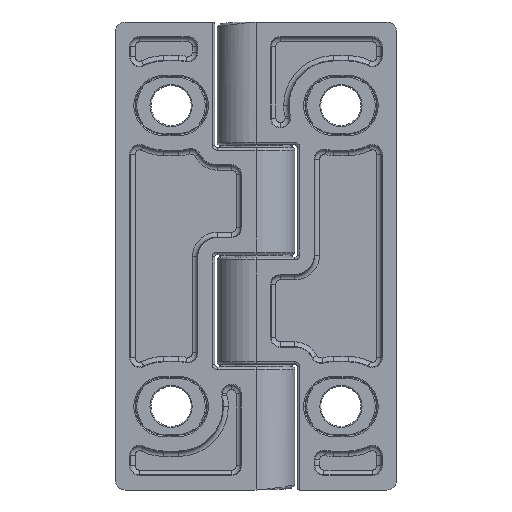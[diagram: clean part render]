
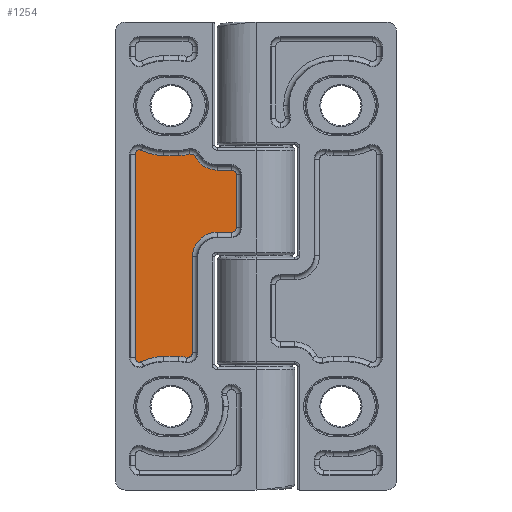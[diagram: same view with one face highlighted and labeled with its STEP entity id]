
A CAD part, front view. The second image highlights one B-rep face of the part: STEP entity #1254.
In plain terms, the highlighted planar face has unit normal (0, -1, 0).
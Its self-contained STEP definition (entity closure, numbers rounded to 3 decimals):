
#1254=ADVANCED_FACE('NONE',(#3113),#3114,.T.);
#3113=FACE_OUTER_BOUND('',#5955,.T.);
#3114=PLANE('',#5956);
#5955=EDGE_LOOP('',(#11389,#11390,#11391,#11392,#11393,#11394,#11395,#11396,#11397,#11398,#11399,#11400,#11401,#11402,#11403,#11404,#11405,#11406,#11407));
#5956=AXIS2_PLACEMENT_3D('',#11408,#11409,#11410);
#11389=ORIENTED_EDGE('',*,*,#17237,.T.);
#11390=ORIENTED_EDGE('',*,*,#17238,.T.);
#11391=ORIENTED_EDGE('',*,*,#17239,.T.);
#11392=ORIENTED_EDGE('',*,*,#17240,.T.);
#11393=ORIENTED_EDGE('',*,*,#17241,.T.);
#11394=ORIENTED_EDGE('',*,*,#17242,.T.);
#11395=ORIENTED_EDGE('',*,*,#17243,.T.);
#11396=ORIENTED_EDGE('',*,*,#17244,.T.);
#11397=ORIENTED_EDGE('',*,*,#17245,.T.);
#11398=ORIENTED_EDGE('',*,*,#17246,.T.);
#11399=ORIENTED_EDGE('',*,*,#17247,.T.);
#11400=ORIENTED_EDGE('',*,*,#17248,.T.);
#11401=ORIENTED_EDGE('',*,*,#17249,.T.);
#11402=ORIENTED_EDGE('',*,*,#17250,.T.);
#11403=ORIENTED_EDGE('',*,*,#17251,.T.);
#11404=ORIENTED_EDGE('',*,*,#17252,.T.);
#11405=ORIENTED_EDGE('',*,*,#17253,.T.);
#11406=ORIENTED_EDGE('',*,*,#17254,.T.);
#11407=ORIENTED_EDGE('',*,*,#17255,.T.);
#11408=CARTESIAN_POINT('',(-27.589,-5.,-47.8));
#11409=DIRECTION('',(0.,-1.0,0.0));
#11410=DIRECTION('',(0.0,0.0,1.0));
#17237=EDGE_CURVE('NONE',#20215,#20216,#20217,.T.);
#17238=EDGE_CURVE('NONE',#20216,#20218,#20219,.T.);
#17239=EDGE_CURVE('NONE',#20218,#20220,#20221,.T.);
#17240=EDGE_CURVE('NONE',#20220,#20222,#20223,.T.);
#17241=EDGE_CURVE('NONE',#20222,#20224,#20225,.T.);
#17242=EDGE_CURVE('NONE',#20224,#20226,#20227,.T.);
#17243=EDGE_CURVE('NONE',#20226,#20228,#20229,.T.);
#17244=EDGE_CURVE('NONE',#20228,#20230,#20231,.T.);
#17245=EDGE_CURVE('NONE',#20230,#20232,#20233,.T.);
#17246=EDGE_CURVE('NONE',#20232,#20234,#20235,.T.);
#17247=EDGE_CURVE('NONE',#20234,#20236,#20237,.T.);
#17248=EDGE_CURVE('NONE',#20236,#20238,#20239,.T.);
#17249=EDGE_CURVE('NONE',#20238,#20240,#20241,.T.);
#17250=EDGE_CURVE('NONE',#20240,#20242,#20243,.T.);
#17251=EDGE_CURVE('NONE',#20242,#20244,#20245,.T.);
#17252=EDGE_CURVE('NONE',#20244,#20246,#20247,.T.);
#17253=EDGE_CURVE('NONE',#20246,#20248,#20249,.T.);
#17254=EDGE_CURVE('NONE',#20248,#20250,#20251,.T.);
#17255=EDGE_CURVE('NONE',#20250,#20215,#20252,.T.);
#20215=VERTEX_POINT('NONE',#24542);
#20216=VERTEX_POINT('NONE',#24543);
#20217=LINE('',#24544,#24545);
#20218=VERTEX_POINT('NONE',#24546);
#20219=CIRCLE('',#24547,0.894);
#20220=VERTEX_POINT('NONE',#24548);
#20221=CIRCLE('',#24549,10.299);
#20222=VERTEX_POINT('NONE',#24550);
#20223=LINE('',#24551,#24552);
#20224=VERTEX_POINT('NONE',#24553);
#20225=CIRCLE('',#24554,10.299);
#20226=VERTEX_POINT('NONE',#24555);
#20227=CIRCLE('',#24556,0.894);
#20228=VERTEX_POINT('NONE',#24557);
#20229=LINE('',#24558,#24559);
#20230=VERTEX_POINT('NONE',#24560);
#20231=CIRCLE('',#24561,5.106);
#20232=VERTEX_POINT('NONE',#24562);
#20233=LINE('',#24563,#24564);
#20234=VERTEX_POINT('NONE',#24565);
#20235=CIRCLE('',#24566,0.894);
#20236=VERTEX_POINT('NONE',#24567);
#20237=LINE('',#24568,#24569);
#20238=VERTEX_POINT('NONE',#24570);
#20239=CIRCLE('',#24571,0.894);
#20240=VERTEX_POINT('NONE',#24572);
#20241=LINE('',#24573,#24574);
#20242=VERTEX_POINT('NONE',#24575);
#20243=CIRCLE('',#24576,5.106);
#20244=VERTEX_POINT('NONE',#24577);
#20245=CIRCLE('',#24578,0.894);
#20246=VERTEX_POINT('NONE',#24579);
#20247=CIRCLE('',#24580,10.299);
#20248=VERTEX_POINT('NONE',#24581);
#20249=LINE('',#24582,#24583);
#20250=VERTEX_POINT('NONE',#24584);
#20251=CIRCLE('',#24585,10.299);
#20252=CIRCLE('',#24586,0.894);
#24542=CARTESIAN_POINT('',(-24.894,-5.,20.986));
#24543=CARTESIAN_POINT('',(-24.894,-5.,-20.986));
#24544=CARTESIAN_POINT('',(-24.894,-5.,-47.8));
#24545=VECTOR('',#29876,1000.0);
#24546=CARTESIAN_POINT('',(-23.601,-5.0,-21.785));
#24547=AXIS2_PLACEMENT_3D('',#29877,#29878,#29879);
#24548=CARTESIAN_POINT('',(-19.0,-5.0,-20.701));
#24549=AXIS2_PLACEMENT_3D('',#29880,#29881,#29882);
#24550=CARTESIAN_POINT('',(-16.0,-5.0,-20.701));
#24551=CARTESIAN_POINT('',(-27.589,-5.,-20.701));
#24552=VECTOR('',#29883,1000.0);
#24553=CARTESIAN_POINT('',(-14.16,-5.0,-20.866));
#24554=AXIS2_PLACEMENT_3D('',#29884,#29885,#29886);
#24555=CARTESIAN_POINT('',(-13.106,-5.0,-19.987));
#24556=AXIS2_PLACEMENT_3D('',#29887,#29888,#29889);
#24557=CARTESIAN_POINT('',(-13.106,-5.0,-0.2));
#24558=CARTESIAN_POINT('',(-13.106,-5.0,-47.8));
#24559=VECTOR('',#29890,1000.0);
#24560=CARTESIAN_POINT('',(-8.0,-5.0,4.906));
#24561=AXIS2_PLACEMENT_3D('',#29891,#29892,#29893);
#24562=CARTESIAN_POINT('',(-5.0,-5.0,4.906));
#24563=CARTESIAN_POINT('',(-27.589,-5.,4.906));
#24564=VECTOR('',#29894,1000.0);
#24565=CARTESIAN_POINT('',(-4.106,-5.0,5.8));
#24566=AXIS2_PLACEMENT_3D('',#29895,#29896,#29897);
#24567=CARTESIAN_POINT('',(-4.106,-5.0,16.8));
#24568=CARTESIAN_POINT('',(-4.106,-5.0,-47.8));
#24569=VECTOR('',#29898,1000.0);
#24570=CARTESIAN_POINT('',(-5.0,-5.0,17.694));
#24571=AXIS2_PLACEMENT_3D('',#29899,#29900,#29901);
#24572=CARTESIAN_POINT('',(-8.,-5.0,17.694));
#24573=CARTESIAN_POINT('',(-27.589,-5.,17.694));
#24574=VECTOR('',#29902,1000.0);
#24575=CARTESIAN_POINT('',(-12.569,-5.0,20.52));
#24576=AXIS2_PLACEMENT_3D('',#29903,#29904,#29905);
#24577=CARTESIAN_POINT('',(-13.579,-5.0,20.989));
#24578=AXIS2_PLACEMENT_3D('',#29906,#29907,#29908);
#24579=CARTESIAN_POINT('',(-16.0,-5.0,20.701));
#24580=AXIS2_PLACEMENT_3D('',#29909,#29910,#29911);
#24581=CARTESIAN_POINT('',(-19.0,-5.0,20.701));
#24582=CARTESIAN_POINT('',(-27.589,-5.,20.701));
#24583=VECTOR('',#29912,1000.0);
#24584=CARTESIAN_POINT('',(-23.601,-5.0,21.785));
#24585=AXIS2_PLACEMENT_3D('',#29913,#29914,#29915);
#24586=AXIS2_PLACEMENT_3D('',#29916,#29917,#29918);
#29876=DIRECTION('',(0.0,0.0,-1.0));
#29877=CARTESIAN_POINT('',(-24.0,-5.0,-20.986));
#29878=DIRECTION('',(0.,-1.0,0.0));
#29879=DIRECTION('',(-1.0,0.,0.0));
#29880=CARTESIAN_POINT('',(-19.0,-5.0,-31.0));
#29881=DIRECTION('',(0.,1.0,0.));
#29882=DIRECTION('',(-1.0,0.,0.));
#29883=DIRECTION('',(1.0,0.,0.));
#29884=CARTESIAN_POINT('',(-16.0,-5.0,-31.0));
#29885=DIRECTION('',(0.,1.0,0.));
#29886=DIRECTION('',(-1.0,0.,0.));
#29887=CARTESIAN_POINT('',(-14.0,-5.0,-19.987));
#29888=DIRECTION('',(0.,-1.0,0.0));
#29889=DIRECTION('',(-1.0,0.,0.0));
#29890=DIRECTION('',(0.,0.,1.0));
#29891=CARTESIAN_POINT('',(-8.0,-5.0,-0.2));
#29892=DIRECTION('',(0.,1.0,0.0));
#29893=DIRECTION('',(-1.0,0.,0.0));
#29894=DIRECTION('',(1.0,0.,0.));
#29895=CARTESIAN_POINT('',(-5.0,-5.0,5.8));
#29896=DIRECTION('',(0.,-1.0,0.0));
#29897=DIRECTION('',(-1.0,0.,0.0));
#29898=DIRECTION('',(0.0,-0.0,1.0));
#29899=CARTESIAN_POINT('',(-5.0,-5.0,16.8));
#29900=DIRECTION('',(0.,-1.0,0.0));
#29901=DIRECTION('',(-1.0,0.,0.0));
#29902=DIRECTION('',(-1.0,0.,0.));
#29903=CARTESIAN_POINT('',(-8.0,-5.0,22.8));
#29904=DIRECTION('',(0.,1.0,0.));
#29905=DIRECTION('',(-1.0,0.,0.));
#29906=CARTESIAN_POINT('',(-13.368,-5.0,20.121));
#29907=DIRECTION('',(0.,-1.0,0.0));
#29908=DIRECTION('',(-1.0,0.,0.0));
#29909=CARTESIAN_POINT('',(-16.0,-5.0,31.0));
#29910=DIRECTION('',(0.,1.0,0.));
#29911=DIRECTION('',(-1.0,0.,0.));
#29912=DIRECTION('',(-1.0,0.,0.));
#29913=CARTESIAN_POINT('',(-19.0,-5.0,31.0));
#29914=DIRECTION('',(0.,1.0,0.));
#29915=DIRECTION('',(-1.0,0.,0.));
#29916=CARTESIAN_POINT('',(-24.0,-5.0,20.986));
#29917=DIRECTION('',(0.,-1.0,0.0));
#29918=DIRECTION('',(-1.0,0.,0.0));
